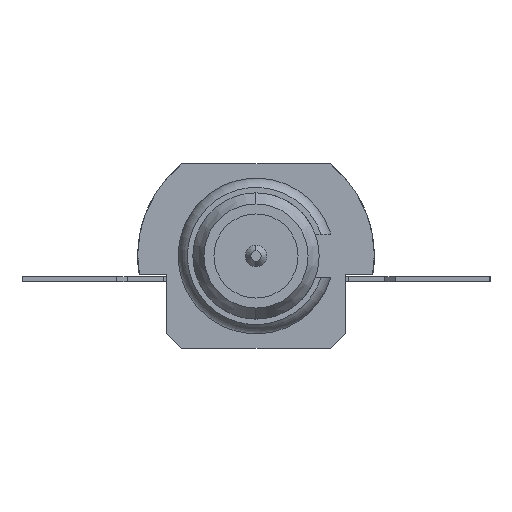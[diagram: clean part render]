
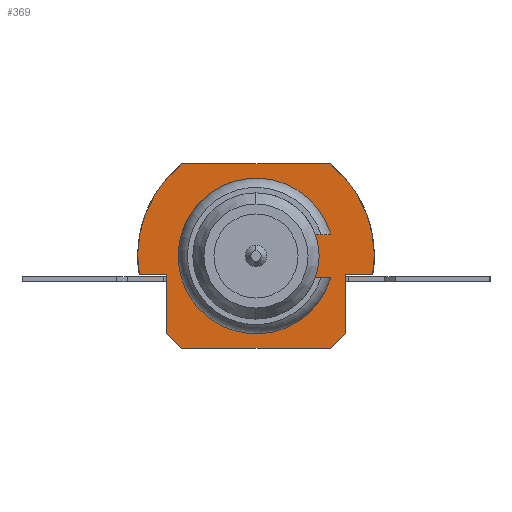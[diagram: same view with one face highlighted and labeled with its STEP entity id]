
A CAD part, left-side view. The second image highlights one B-rep face of the part: STEP entity #369.
In plain terms, the highlighted face is planar.
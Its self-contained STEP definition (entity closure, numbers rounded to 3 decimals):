
#264 = VERTEX_POINT('',#265);
#265 = CARTESIAN_POINT('',(2.223,-0.35,-2.7));
#282 = VERTEX_POINT('',#283);
#283 = CARTESIAN_POINT('',(1.7,-0.35,-2.7));
#289 = EDGE_CURVE('',#282,#264,#290,.T.);
#290 = LINE('',#291,#292);
#291 = CARTESIAN_POINT('',(1.7,-0.35,-2.7));
#292 = VECTOR('',#293,1.);
#293 = DIRECTION('',(1.,0.,0.));
#304 = VERTEX_POINT('',#305);
#305 = CARTESIAN_POINT('',(1.414,1.75,-2.7));
#311 = EDGE_CURVE('',#264,#304,#312,.T.);
#312 = CIRCLE('',#313,2.25);
#313 = AXIS2_PLACEMENT_3D('',#314,#315,#316);
#314 = CARTESIAN_POINT('',(0.,0.,-2.7));
#315 = DIRECTION('',(0.,0.,1.));
#316 = DIRECTION('',(0.988,-0.156,0.));
#369 = ADVANCED_FACE('',(#370,#439),#459,.T.);
#370 = FACE_BOUND('',#371,.F.);
#371 = EDGE_LOOP('',(#372,#373,#381,#390,#398,#407,#415,#423,#432,#438)
  );
#372 = ORIENTED_EDGE('',*,*,#289,.F.);
#373 = ORIENTED_EDGE('',*,*,#374,.T.);
#374 = EDGE_CURVE('',#282,#375,#377,.T.);
#375 = VERTEX_POINT('',#376);
#376 = CARTESIAN_POINT('',(1.7,-1.474,-2.7));
#377 = LINE('',#378,#379);
#378 = CARTESIAN_POINT('',(1.7,-0.35,-2.7));
#379 = VECTOR('',#380,1.);
#380 = DIRECTION('',(0.,-1.,0.));
#381 = ORIENTED_EDGE('',*,*,#382,.F.);
#382 = EDGE_CURVE('',#383,#375,#385,.T.);
#383 = VERTEX_POINT('',#384);
#384 = CARTESIAN_POINT('',(1.414,-1.75,-2.7));
#385 = CIRCLE('',#386,2.25);
#386 = AXIS2_PLACEMENT_3D('',#387,#388,#389);
#387 = CARTESIAN_POINT('',(0.,0.,-2.7));
#388 = DIRECTION('',(0.,0.,1.));
#389 = DIRECTION('',(0.629,-0.778,0.));
#390 = ORIENTED_EDGE('',*,*,#391,.T.);
#391 = EDGE_CURVE('',#383,#392,#394,.T.);
#392 = VERTEX_POINT('',#393);
#393 = CARTESIAN_POINT('',(-1.414,-1.75,-2.7));
#394 = LINE('',#395,#396);
#395 = CARTESIAN_POINT('',(1.414,-1.75,-2.7));
#396 = VECTOR('',#397,1.);
#397 = DIRECTION('',(-1.,0.,0.));
#398 = ORIENTED_EDGE('',*,*,#399,.F.);
#399 = EDGE_CURVE('',#400,#392,#402,.T.);
#400 = VERTEX_POINT('',#401);
#401 = CARTESIAN_POINT('',(-1.7,-1.474,-2.7));
#402 = CIRCLE('',#403,2.25);
#403 = AXIS2_PLACEMENT_3D('',#404,#405,#406);
#404 = CARTESIAN_POINT('',(0.,0.,-2.7));
#405 = DIRECTION('',(0.,0.,1.));
#406 = DIRECTION('',(-0.756,-0.655,0.));
#407 = ORIENTED_EDGE('',*,*,#408,.T.);
#408 = EDGE_CURVE('',#400,#409,#411,.T.);
#409 = VERTEX_POINT('',#410);
#410 = CARTESIAN_POINT('',(-1.7,-0.35,-2.7));
#411 = LINE('',#412,#413);
#412 = CARTESIAN_POINT('',(-1.7,-1.474,-2.7));
#413 = VECTOR('',#414,1.);
#414 = DIRECTION('',(0.,1.,0.));
#415 = ORIENTED_EDGE('',*,*,#416,.F.);
#416 = EDGE_CURVE('',#417,#409,#419,.T.);
#417 = VERTEX_POINT('',#418);
#418 = CARTESIAN_POINT('',(-2.223,-0.35,-2.7));
#419 = LINE('',#420,#421);
#420 = CARTESIAN_POINT('',(-2.223,-0.35,-2.7));
#421 = VECTOR('',#422,1.);
#422 = DIRECTION('',(1.,0.,0.));
#423 = ORIENTED_EDGE('',*,*,#424,.F.);
#424 = EDGE_CURVE('',#425,#417,#427,.T.);
#425 = VERTEX_POINT('',#426);
#426 = CARTESIAN_POINT('',(-1.414,1.75,-2.7));
#427 = CIRCLE('',#428,2.25);
#428 = AXIS2_PLACEMENT_3D('',#429,#430,#431);
#429 = CARTESIAN_POINT('',(0.,0.,-2.7));
#430 = DIRECTION('',(0.,0.,1.));
#431 = DIRECTION('',(-0.629,0.778,0.));
#432 = ORIENTED_EDGE('',*,*,#433,.T.);
#433 = EDGE_CURVE('',#425,#304,#434,.T.);
#434 = LINE('',#435,#436);
#435 = CARTESIAN_POINT('',(-1.414,1.75,-2.7));
#436 = VECTOR('',#437,1.);
#437 = DIRECTION('',(1.,0.,0.));
#438 = ORIENTED_EDGE('',*,*,#311,.F.);
#439 = FACE_BOUND('',#440,.F.);
#440 = EDGE_LOOP('',(#441,#452));
#441 = ORIENTED_EDGE('',*,*,#442,.F.);
#442 = EDGE_CURVE('',#443,#445,#447,.T.);
#443 = VERTEX_POINT('',#444);
#444 = CARTESIAN_POINT('',(0.,-1.2,-2.7));
#445 = VERTEX_POINT('',#446);
#446 = CARTESIAN_POINT('',(0.,1.2,-2.7));
#447 = CIRCLE('',#448,1.2);
#448 = AXIS2_PLACEMENT_3D('',#449,#450,#451);
#449 = CARTESIAN_POINT('',(0.,0.,-2.7));
#450 = DIRECTION('',(0.,0.,-1.));
#451 = DIRECTION('',(0.,-1.,0.));
#452 = ORIENTED_EDGE('',*,*,#453,.F.);
#453 = EDGE_CURVE('',#445,#443,#454,.T.);
#454 = CIRCLE('',#455,1.2);
#455 = AXIS2_PLACEMENT_3D('',#456,#457,#458);
#456 = CARTESIAN_POINT('',(0.,0.,-2.7));
#457 = DIRECTION('',(0.,0.,-1.));
#458 = DIRECTION('',(0.,1.,0.));
#459 = PLANE('',#460);
#460 = AXIS2_PLACEMENT_3D('',#461,#462,#463);
#461 = CARTESIAN_POINT('',(0.,-1.798,-2.7));
#462 = DIRECTION('',(0.,0.,1.));
#463 = DIRECTION('',(0.,-1.,0.));
